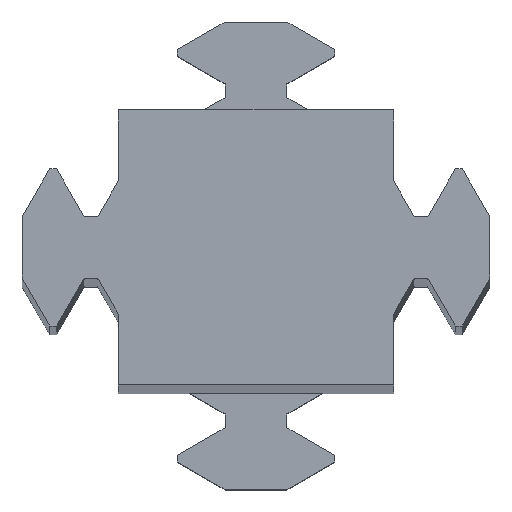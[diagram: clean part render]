
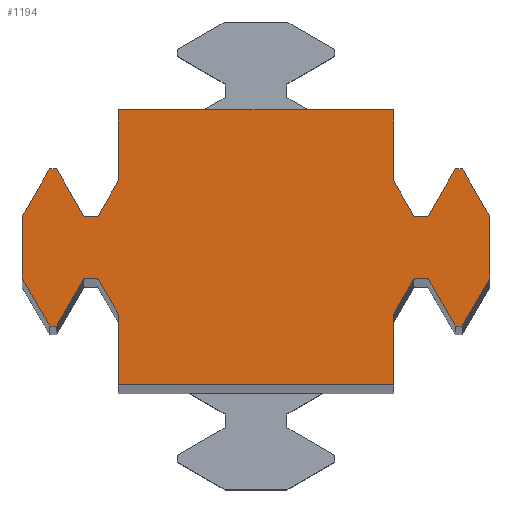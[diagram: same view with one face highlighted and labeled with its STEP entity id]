
A CAD part, top view. The second image highlights one B-rep face of the part: STEP entity #1194.
In plain terms, the highlighted planar face has unit normal (0, 0, 1).
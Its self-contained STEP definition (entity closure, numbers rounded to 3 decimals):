
#48=FACE_OUTER_BOUND('',#107,.T.);
#107=EDGE_LOOP('',(#900,#901,#902,#903,#904,#905,#906,#907,#908,#909,#910,
#911,#912,#913,#914,#915,#916,#917,#918,#919,#920,#921,#922,#923,#924,#925,
#926,#927,#928,#929,#930,#931,#932));
#138=LINE('',#1598,#309);
#143=LINE('',#1609,#314);
#147=LINE('',#1617,#318);
#151=LINE('',#1625,#322);
#154=LINE('',#1631,#325);
#159=LINE('',#1641,#330);
#162=LINE('',#1647,#333);
#165=LINE('',#1653,#336);
#168=LINE('',#1659,#339);
#171=LINE('',#1665,#342);
#174=LINE('',#1671,#345);
#177=LINE('',#1677,#348);
#180=LINE('',#1683,#351);
#183=LINE('',#1689,#354);
#186=LINE('',#1695,#357);
#189=LINE('',#1701,#360);
#192=LINE('',#1707,#363);
#195=LINE('',#1713,#366);
#198=LINE('',#1717,#369);
#200=LINE('',#1722,#371);
#203=LINE('',#1728,#374);
#206=LINE('',#1734,#377);
#209=LINE('',#1740,#380);
#212=LINE('',#1746,#383);
#215=LINE('',#1752,#386);
#218=LINE('',#1758,#389);
#221=LINE('',#1764,#392);
#224=LINE('',#1770,#395);
#227=LINE('',#1776,#398);
#230=LINE('',#1782,#401);
#233=LINE('',#1788,#404);
#236=LINE('',#1794,#407);
#239=LINE('',#1798,#410);
#309=VECTOR('',#1302,10.);
#314=VECTOR('',#1309,10.);
#318=VECTOR('',#1315,10.);
#322=VECTOR('',#1321,10.);
#325=VECTOR('',#1326,10.);
#330=VECTOR('',#1333,10.);
#333=VECTOR('',#1338,10.);
#336=VECTOR('',#1343,10.);
#339=VECTOR('',#1348,10.);
#342=VECTOR('',#1353,10.);
#345=VECTOR('',#1358,10.);
#348=VECTOR('',#1363,10.);
#351=VECTOR('',#1368,10.);
#354=VECTOR('',#1373,10.);
#357=VECTOR('',#1378,10.);
#360=VECTOR('',#1383,10.);
#363=VECTOR('',#1388,10.);
#366=VECTOR('',#1393,10.);
#369=VECTOR('',#1398,10.);
#371=VECTOR('',#1402,10.);
#374=VECTOR('',#1407,10.);
#377=VECTOR('',#1412,10.);
#380=VECTOR('',#1417,10.);
#383=VECTOR('',#1422,10.);
#386=VECTOR('',#1427,10.);
#389=VECTOR('',#1432,10.);
#392=VECTOR('',#1437,10.);
#395=VECTOR('',#1442,10.);
#398=VECTOR('',#1447,10.);
#401=VECTOR('',#1452,10.);
#404=VECTOR('',#1457,10.);
#407=VECTOR('',#1462,10.);
#410=VECTOR('',#1467,10.);
#480=VERTEX_POINT('',#1595);
#481=VERTEX_POINT('',#1597);
#485=VERTEX_POINT('',#1606);
#486=VERTEX_POINT('',#1608);
#489=VERTEX_POINT('',#1616);
#492=VERTEX_POINT('',#1624);
#494=VERTEX_POINT('',#1630);
#498=VERTEX_POINT('',#1640);
#500=VERTEX_POINT('',#1646);
#502=VERTEX_POINT('',#1652);
#504=VERTEX_POINT('',#1658);
#506=VERTEX_POINT('',#1664);
#508=VERTEX_POINT('',#1670);
#510=VERTEX_POINT('',#1676);
#512=VERTEX_POINT('',#1682);
#514=VERTEX_POINT('',#1688);
#516=VERTEX_POINT('',#1694);
#518=VERTEX_POINT('',#1700);
#520=VERTEX_POINT('',#1706);
#522=VERTEX_POINT('',#1712);
#524=VERTEX_POINT('',#1721);
#526=VERTEX_POINT('',#1727);
#528=VERTEX_POINT('',#1733);
#530=VERTEX_POINT('',#1739);
#532=VERTEX_POINT('',#1745);
#534=VERTEX_POINT('',#1751);
#536=VERTEX_POINT('',#1757);
#538=VERTEX_POINT('',#1763);
#540=VERTEX_POINT('',#1769);
#542=VERTEX_POINT('',#1775);
#544=VERTEX_POINT('',#1781);
#546=VERTEX_POINT('',#1787);
#548=VERTEX_POINT('',#1793);
#594=EDGE_CURVE('',#481,#480,#138,.T.);
#599=EDGE_CURVE('',#486,#485,#143,.T.);
#603=EDGE_CURVE('',#489,#486,#147,.T.);
#607=EDGE_CURVE('',#492,#489,#151,.T.);
#610=EDGE_CURVE('',#494,#492,#154,.T.);
#615=EDGE_CURVE('',#498,#494,#159,.T.);
#618=EDGE_CURVE('',#500,#498,#162,.T.);
#621=EDGE_CURVE('',#502,#500,#165,.T.);
#624=EDGE_CURVE('',#504,#502,#168,.T.);
#627=EDGE_CURVE('',#506,#504,#171,.T.);
#630=EDGE_CURVE('',#508,#506,#174,.T.);
#633=EDGE_CURVE('',#510,#508,#177,.T.);
#636=EDGE_CURVE('',#512,#510,#180,.T.);
#639=EDGE_CURVE('',#514,#512,#183,.T.);
#642=EDGE_CURVE('',#516,#514,#186,.T.);
#645=EDGE_CURVE('',#518,#516,#189,.T.);
#648=EDGE_CURVE('',#520,#518,#192,.T.);
#651=EDGE_CURVE('',#522,#520,#195,.T.);
#654=EDGE_CURVE('',#480,#522,#198,.T.);
#656=EDGE_CURVE('',#524,#481,#200,.T.);
#659=EDGE_CURVE('',#526,#524,#203,.T.);
#662=EDGE_CURVE('',#528,#526,#206,.T.);
#665=EDGE_CURVE('',#530,#528,#209,.T.);
#668=EDGE_CURVE('',#532,#530,#212,.T.);
#671=EDGE_CURVE('',#534,#532,#215,.T.);
#674=EDGE_CURVE('',#536,#534,#218,.T.);
#677=EDGE_CURVE('',#538,#536,#221,.T.);
#680=EDGE_CURVE('',#540,#538,#224,.T.);
#683=EDGE_CURVE('',#542,#540,#227,.T.);
#686=EDGE_CURVE('',#544,#542,#230,.T.);
#689=EDGE_CURVE('',#546,#544,#233,.T.);
#692=EDGE_CURVE('',#548,#546,#236,.T.);
#695=EDGE_CURVE('',#485,#548,#239,.T.);
#900=ORIENTED_EDGE('',*,*,#695,.T.);
#901=ORIENTED_EDGE('',*,*,#692,.T.);
#902=ORIENTED_EDGE('',*,*,#689,.T.);
#903=ORIENTED_EDGE('',*,*,#686,.T.);
#904=ORIENTED_EDGE('',*,*,#683,.T.);
#905=ORIENTED_EDGE('',*,*,#680,.T.);
#906=ORIENTED_EDGE('',*,*,#677,.T.);
#907=ORIENTED_EDGE('',*,*,#674,.T.);
#908=ORIENTED_EDGE('',*,*,#671,.T.);
#909=ORIENTED_EDGE('',*,*,#668,.T.);
#910=ORIENTED_EDGE('',*,*,#665,.T.);
#911=ORIENTED_EDGE('',*,*,#662,.T.);
#912=ORIENTED_EDGE('',*,*,#659,.T.);
#913=ORIENTED_EDGE('',*,*,#656,.T.);
#914=ORIENTED_EDGE('',*,*,#594,.T.);
#915=ORIENTED_EDGE('',*,*,#654,.T.);
#916=ORIENTED_EDGE('',*,*,#651,.T.);
#917=ORIENTED_EDGE('',*,*,#648,.T.);
#918=ORIENTED_EDGE('',*,*,#645,.T.);
#919=ORIENTED_EDGE('',*,*,#642,.T.);
#920=ORIENTED_EDGE('',*,*,#639,.T.);
#921=ORIENTED_EDGE('',*,*,#636,.T.);
#922=ORIENTED_EDGE('',*,*,#633,.T.);
#923=ORIENTED_EDGE('',*,*,#630,.T.);
#924=ORIENTED_EDGE('',*,*,#627,.T.);
#925=ORIENTED_EDGE('',*,*,#624,.T.);
#926=ORIENTED_EDGE('',*,*,#621,.T.);
#927=ORIENTED_EDGE('',*,*,#618,.T.);
#928=ORIENTED_EDGE('',*,*,#615,.T.);
#929=ORIENTED_EDGE('',*,*,#610,.T.);
#930=ORIENTED_EDGE('',*,*,#607,.T.);
#931=ORIENTED_EDGE('',*,*,#603,.T.);
#932=ORIENTED_EDGE('',*,*,#599,.T.);
#1135=PLANE('',#1267);
#1194=ADVANCED_FACE('',(#48),#1135,.T.);
#1267=AXIS2_PLACEMENT_3D('',#1799,#1468,#1469);
#1302=DIRECTION('',(1.,0.,0.));
#1309=DIRECTION('',(0.,-1.,0.));
#1315=DIRECTION('',(-1.,0.,0.));
#1321=DIRECTION('',(-1.,0.,0.));
#1326=DIRECTION('',(-1.,0.,0.));
#1333=DIRECTION('',(0.,1.,0.));
#1338=DIRECTION('',(-0.5,0.866,0.));
#1343=DIRECTION('',(-1.,0.,0.));
#1348=DIRECTION('',(-0.5,-0.866,0.));
#1353=DIRECTION('',(-1.,0.,0.));
#1358=DIRECTION('',(-0.5,0.866,0.));
#1363=DIRECTION('',(0.,1.,0.));
#1368=DIRECTION('',(0.,1.,0.));
#1373=DIRECTION('',(0.5,0.866,0.));
#1378=DIRECTION('',(1.,0.,0.));
#1383=DIRECTION('',(0.5,-0.866,0.));
#1388=DIRECTION('',(1.,0.,0.));
#1393=DIRECTION('',(0.5,0.866,0.));
#1398=DIRECTION('',(0.,1.,0.));
#1402=DIRECTION('',(0.,-1.,0.));
#1407=DIRECTION('',(0.5,-0.866,0.));
#1412=DIRECTION('',(1.,0.,0.));
#1417=DIRECTION('',(0.5,0.866,0.));
#1422=DIRECTION('',(1.,0.,0.));
#1427=DIRECTION('',(0.5,-0.866,0.));
#1432=DIRECTION('',(0.,-1.,0.));
#1437=DIRECTION('',(0.,-1.,0.));
#1442=DIRECTION('',(0.,-1.,0.));
#1447=DIRECTION('',(-0.5,-0.866,0.));
#1452=DIRECTION('',(-1.,0.,0.));
#1457=DIRECTION('',(-0.5,0.866,0.));
#1462=DIRECTION('',(-1.,0.,0.));
#1467=DIRECTION('',(-0.5,-0.866,0.));
#1468=DIRECTION('center_axis',(0.,0.,1.));
#1469=DIRECTION('ref_axis',(1.,0.,0.));
#1595=CARTESIAN_POINT('',(4.,-4.,146.));
#1597=CARTESIAN_POINT('',(-4.,-4.,146.));
#1598=CARTESIAN_POINT('',(-4.,-4.,146.));
#1606=CARTESIAN_POINT('',(-4.,1.939,146.));
#1608=CARTESIAN_POINT('',(-4.,4.,146.));
#1609=CARTESIAN_POINT('',(-4.,1.839,146.));
#1616=CARTESIAN_POINT('',(-1.839,4.,146.));
#1617=CARTESIAN_POINT('',(-4.,4.,146.));
#1624=CARTESIAN_POINT('',(1.839,4.,146.));
#1625=CARTESIAN_POINT('',(1.839,4.,146.));
#1630=CARTESIAN_POINT('',(4.,4.,146.));
#1631=CARTESIAN_POINT('',(1.839,4.,146.));
#1640=CARTESIAN_POINT('',(4.,1.939,146.));
#1641=CARTESIAN_POINT('',(4.,4.,146.));
#1646=CARTESIAN_POINT('',(4.6,0.9,146.));
#1647=CARTESIAN_POINT('',(4.6,0.9,146.));
#1652=CARTESIAN_POINT('',(5.,0.9,146.));
#1653=CARTESIAN_POINT('',(5.,0.9,146.));
#1658=CARTESIAN_POINT('',(5.8,2.286,146.));
#1659=CARTESIAN_POINT('',(5.8,2.286,146.));
#1664=CARTESIAN_POINT('',(6.,2.286,146.));
#1665=CARTESIAN_POINT('',(6.,2.286,146.));
#1670=CARTESIAN_POINT('',(6.8,0.9,146.));
#1671=CARTESIAN_POINT('',(6.8,0.9,146.));
#1676=CARTESIAN_POINT('',(6.8,-0.8,146.));
#1677=CARTESIAN_POINT('',(6.8,-0.8,146.));
#1682=CARTESIAN_POINT('',(6.8,-0.9,146.));
#1683=CARTESIAN_POINT('',(6.8,-0.9,146.));
#1688=CARTESIAN_POINT('',(6.,-2.286,146.));
#1689=CARTESIAN_POINT('',(6.,-2.286,146.));
#1694=CARTESIAN_POINT('',(5.8,-2.286,146.));
#1695=CARTESIAN_POINT('',(5.8,-2.286,146.));
#1700=CARTESIAN_POINT('',(5.,-0.9,146.));
#1701=CARTESIAN_POINT('',(5.,-0.9,146.));
#1706=CARTESIAN_POINT('',(4.6,-0.9,146.));
#1707=CARTESIAN_POINT('',(4.6,-0.9,146.));
#1712=CARTESIAN_POINT('',(4.,-1.939,146.));
#1713=CARTESIAN_POINT('',(4.,-1.939,146.));
#1717=CARTESIAN_POINT('',(4.,-4.,146.));
#1721=CARTESIAN_POINT('',(-4.,-1.939,146.));
#1722=CARTESIAN_POINT('',(-4.,-4.,146.));
#1727=CARTESIAN_POINT('',(-4.6,-0.9,146.));
#1728=CARTESIAN_POINT('',(-4.,-1.939,146.));
#1733=CARTESIAN_POINT('',(-5.,-0.9,146.));
#1734=CARTESIAN_POINT('',(-4.6,-0.9,146.));
#1739=CARTESIAN_POINT('',(-5.8,-2.285,146.));
#1740=CARTESIAN_POINT('',(-5.,-0.9,146.));
#1745=CARTESIAN_POINT('',(-6.,-2.285,146.));
#1746=CARTESIAN_POINT('',(-5.8,-2.285,146.));
#1751=CARTESIAN_POINT('',(-6.8,-0.9,146.));
#1752=CARTESIAN_POINT('',(-6.,-2.285,146.));
#1757=CARTESIAN_POINT('',(-6.8,-0.8,146.));
#1758=CARTESIAN_POINT('',(-6.8,-0.9,146.));
#1763=CARTESIAN_POINT('',(-6.8,0.8,146.));
#1764=CARTESIAN_POINT('',(-6.8,-0.8,146.));
#1769=CARTESIAN_POINT('',(-6.8,0.9,146.));
#1770=CARTESIAN_POINT('',(-6.8,0.9,146.));
#1775=CARTESIAN_POINT('',(-6.,2.286,146.));
#1776=CARTESIAN_POINT('',(-6.,2.286,146.));
#1781=CARTESIAN_POINT('',(-5.8,2.286,146.));
#1782=CARTESIAN_POINT('',(-5.8,2.286,146.));
#1787=CARTESIAN_POINT('',(-5.,0.9,146.));
#1788=CARTESIAN_POINT('',(-5.,0.9,146.));
#1793=CARTESIAN_POINT('',(-4.6,0.9,146.));
#1794=CARTESIAN_POINT('',(-4.6,0.9,146.));
#1798=CARTESIAN_POINT('',(-4.,1.939,146.));
#1799=CARTESIAN_POINT('Origin',(0.,0.,
146.));
